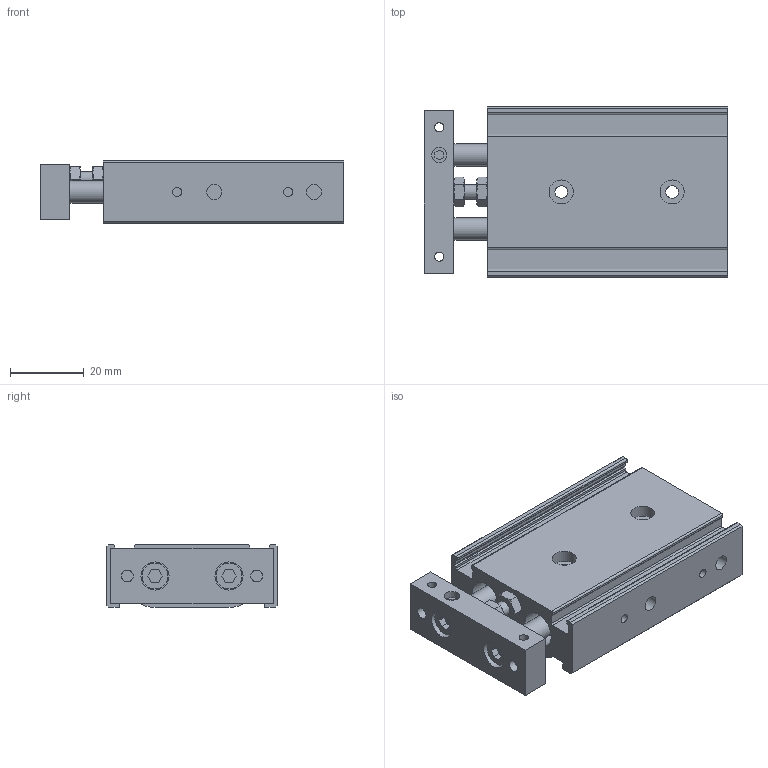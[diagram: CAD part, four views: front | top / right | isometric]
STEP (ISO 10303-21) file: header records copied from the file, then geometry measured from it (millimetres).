
FILE_DESCRIPTION( ( 'STEP AP203' ), '1' );
FILE_NAME( 'EXSM10X10-S-0().stp', '2021-10-12T02:23:10', ( 'License CC BY-ND 4.0' ), ( 'CADENAS' ), ' ', 'PARTsolutions', ' ' );
FILE_SCHEMA( ( 'CONFIG_CONTROL_DESIGN' ) );
Length unit declared in the file: millimetre
Products named in the file (4): EXSM10X10-S-0(); _EXSM10X10-S0-dummy(); _EXSM10X10-S-body(); _EXSM10X10-S-rod
Assembly tree (3 placements, depth 2):
  EXSM10X10-S-0()
    _EXSM10X10-S0-dummy()
    _EXSM10X10-S-body()
    _EXSM10X10-S-rod
Bounding box: 82 x 46 x 17 mm (x, y, z)
Volume: 47820.9 mm3; surface area: 22501.4 mm2
Topology: 2 solids, 2 shells, 203 faces, 460 edges, 299 vertices
Faces by surface type: plane 110, cylinder 65, cone 28
Full cylindrical faces by diameter (mm): 2.459 x8, 3 x4, 3.242 x2, 3.4 x4, 4 x1, 4.134 x5, 6 x4, 6.5 x2, 7 x2, 7.6 x2, 10 x8
Entity records: 5875 total; most frequent: CARTESIAN_POINT 1326, DIRECTION 922, ORIENTED_EDGE 812, EDGE_CURVE 406, AXIS2_PLACEMENT_3D 361, EDGE_LOOP 304, VERTEX_POINT 292, FACE_OUTER_BOUND 245
